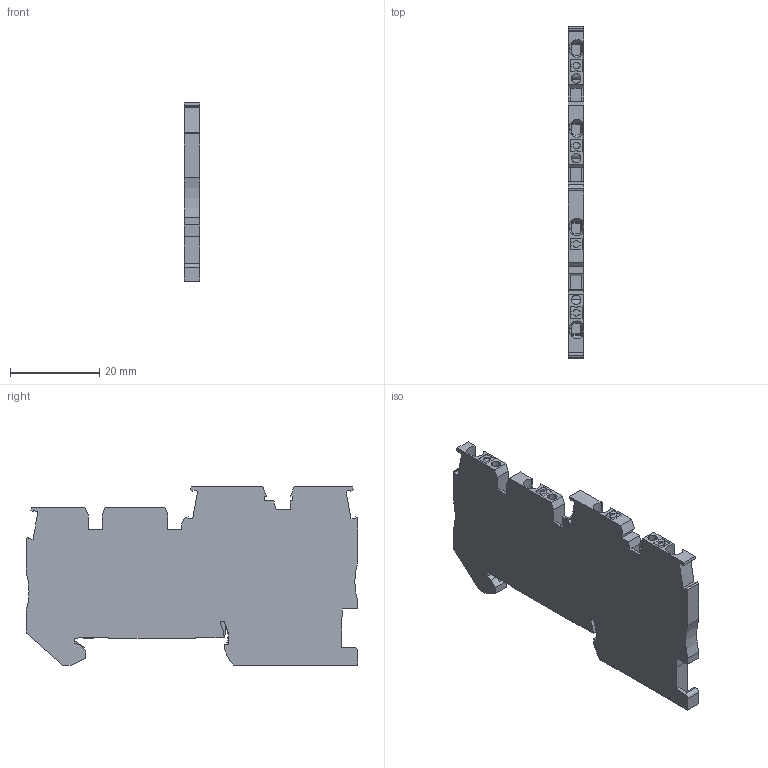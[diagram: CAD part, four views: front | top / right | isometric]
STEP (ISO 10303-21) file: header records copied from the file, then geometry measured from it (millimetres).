
FILE_DESCRIPTION(('Creo Elements/Direct Modeling STEP Export'),'2;1');
FILE_NAME('model.stp','2017-10-23T10:21:11',(''),(''),'Creo Elements/Direct Modeling STEP processor for AP214 (Solid Model)','Creo Elements/Direct Modeling 18.1I 14-Aug-2016 (C) Parametric Technology GmbH','');
FILE_SCHEMA(('AUTOMOTIVE_DESIGN { 1 0 10303 214 1 1 1 1 }'));
Length unit declared in the file: millimetre
Products named in the file (2): PTIO_1.5_S_3_PE-select
Assembly tree (1 placements, depth 2):
  PTIO_1.5_S_3_PE-select
    PTIO_1.5_S_3_PE-select
Bounding box: 3.5 x 74.4 x 40 mm (x, y, z)
Volume: 7868.3 mm3; surface area: 6727.4 mm2
Topology: 1 solids, 1 shells, 313 faces, 894 edges, 590 vertices
Faces by surface type: plane 259, cylinder 50, cone 4
Entity records: 14044 total; most frequent: CARTESIAN_POINT 3454, ORIENTED_EDGE 1788, DIRECTION 1520, EDGE_CURVE 894, VECTOR 714, LINE 714, VERTEX_POINT 590, AXIS2_PLACEMENT_3D 403
